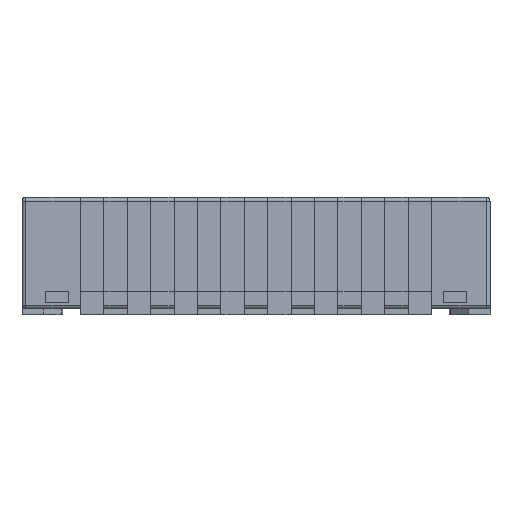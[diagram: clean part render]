
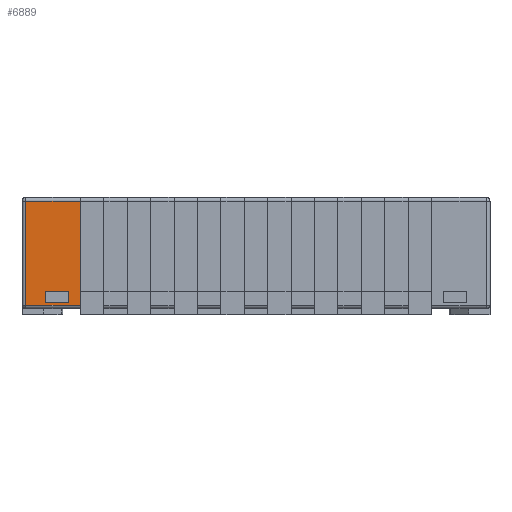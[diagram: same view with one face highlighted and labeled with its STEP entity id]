
A CAD part, front view. The second image highlights one B-rep face of the part: STEP entity #6889.
In plain terms, the highlighted planar face has unit normal (0, -1, 0).
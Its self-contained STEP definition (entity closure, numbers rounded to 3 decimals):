
#28=FACE_BOUND('',#1169,.T.);
#764=FACE_OUTER_BOUND('',#1168,.T.);
#1168=EDGE_LOOP('',(#5484,#5485,#5486,#5487,#5488));
#1169=EDGE_LOOP('',(#5489,#5490,#5491,#5492));
#1541=LINE('',#10256,#2305);
#1547=LINE('',#10290,#2311);
#1549=LINE('',#10296,#2313);
#1773=LINE('',#10892,#2537);
#1843=LINE('',#11027,#2607);
#1847=LINE('',#11036,#2611);
#1848=LINE('',#11038,#2612);
#1849=LINE('',#11040,#2613);
#1850=LINE('',#11041,#2614);
#2305=VECTOR('',#8176,10.);
#2311=VECTOR('',#8218,10.);
#2313=VECTOR('',#8224,10.);
#2537=VECTOR('',#8820,10.);
#2607=VECTOR('',#8958,10.);
#2611=VECTOR('',#8964,10.);
#2612=VECTOR('',#8965,10.);
#2613=VECTOR('',#8966,10.);
#2614=VECTOR('',#8967,10.);
#3124=VERTEX_POINT('',#10245);
#3126=VERTEX_POINT('',#10254);
#3136=VERTEX_POINT('',#10285);
#3137=VERTEX_POINT('',#10292);
#3324=VERTEX_POINT('',#10891);
#3358=VERTEX_POINT('',#11034);
#3359=VERTEX_POINT('',#11035);
#3360=VERTEX_POINT('',#11037);
#3361=VERTEX_POINT('',#11039);
#3764=EDGE_CURVE('',#3126,#3124,#1541,.T.);
#3781=EDGE_CURVE('',#3124,#3136,#1547,.T.);
#3784=EDGE_CURVE('',#3136,#3137,#1549,.T.);
#4083=EDGE_CURVE('',#3324,#3137,#1773,.T.);
#4153=EDGE_CURVE('',#3126,#3324,#1843,.T.);
#4157=EDGE_CURVE('',#3358,#3359,#1847,.T.);
#4158=EDGE_CURVE('',#3359,#3360,#1848,.T.);
#4159=EDGE_CURVE('',#3360,#3361,#1849,.T.);
#4160=EDGE_CURVE('',#3361,#3358,#1850,.T.);
#5484=ORIENTED_EDGE('',*,*,#3764,.F.);
#5485=ORIENTED_EDGE('',*,*,#4153,.T.);
#5486=ORIENTED_EDGE('',*,*,#4083,.T.);
#5487=ORIENTED_EDGE('',*,*,#3784,.F.);
#5488=ORIENTED_EDGE('',*,*,#3781,.F.);
#5489=ORIENTED_EDGE('',*,*,#4157,.T.);
#5490=ORIENTED_EDGE('',*,*,#4158,.T.);
#5491=ORIENTED_EDGE('',*,*,#4159,.T.);
#5492=ORIENTED_EDGE('',*,*,#4160,.T.);
#6523=PLANE('',#7487);
#6889=ADVANCED_FACE('',(#764,#28),#6523,.T.);
#7487=AXIS2_PLACEMENT_3D('',#11033,#8962,#8963);
#8176=DIRECTION('',(-1.,0.,0.));
#8218=DIRECTION('',(0.,0.,1.));
#8224=DIRECTION('',(1.,0.,0.));
#8820=DIRECTION('',(0.,0.,1.));
#8958=DIRECTION('',(0.,0.,1.));
#8962=DIRECTION('center_axis',(0.,-1.,0.));
#8963=DIRECTION('ref_axis',(1.,0.,0.));
#8964=DIRECTION('',(-1.,0.,0.));
#8965=DIRECTION('',(0.,0.,1.));
#8966=DIRECTION('',(1.,0.,0.));
#8967=DIRECTION('',(0.,0.,-1.));
#10245=CARTESIAN_POINT('',(-1.97,-2.,0.08));
#10254=CARTESIAN_POINT('',(-1.5,-2.,0.08));
#10256=CARTESIAN_POINT('',(-1.,-2.,0.08));
#10285=CARTESIAN_POINT('',(-1.97,-2.,0.97));
#10290=CARTESIAN_POINT('',(-1.97,-2.,0.05));
#10292=CARTESIAN_POINT('',(-1.5,-2.,0.97));
#10296=CARTESIAN_POINT('',(-1.,-2.,0.97));
#10891=CARTESIAN_POINT('',(-1.5,-2.,0.2));
#10892=CARTESIAN_POINT('',(-1.5,-2.,0.05));
#11027=CARTESIAN_POINT('',(-1.5,-2.,0.05));
#11033=CARTESIAN_POINT('Origin',(-2.,-2.,0.05));
#11034=CARTESIAN_POINT('',(-1.6,-2.,0.1));
#11035=CARTESIAN_POINT('',(-1.8,-2.,0.1));
#11036=CARTESIAN_POINT('',(-1.9,-2.,0.1));
#11037=CARTESIAN_POINT('',(-1.8,-2.,0.2));
#11038=CARTESIAN_POINT('',(-1.8,-2.,0.125));
#11039=CARTESIAN_POINT('',(-1.6,-2.,0.2));
#11040=CARTESIAN_POINT('',(-1.8,-2.,0.2));
#11041=CARTESIAN_POINT('',(-1.6,-2.,0.075));
